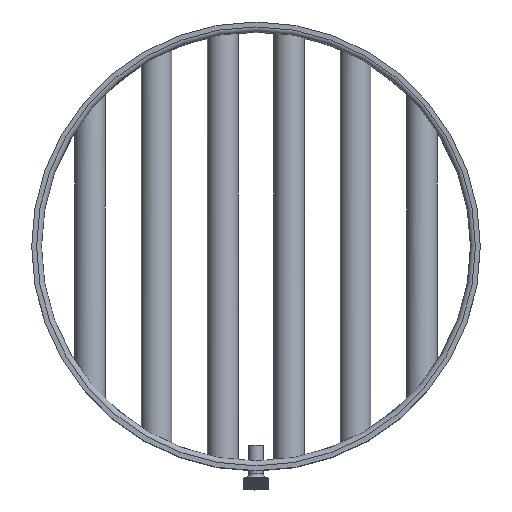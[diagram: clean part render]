
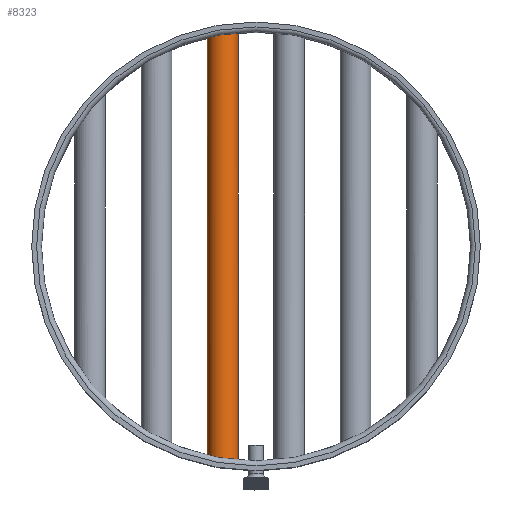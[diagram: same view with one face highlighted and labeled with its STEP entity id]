
A CAD part, top view. The second image highlights one B-rep face of the part: STEP entity #8323.
In plain terms, the highlighted cylindrical face has radius 12.5 mm (diameter 25 mm), a full revolution.
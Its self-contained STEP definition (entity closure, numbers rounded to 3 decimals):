
#555=B_SPLINE_CURVE_WITH_KNOTS('',3,(#15373,#15374,#15375,#15376,#15377,
#15378,#15379,#15380),.UNSPECIFIED.,.F.,.F.,(4,2,2,4),(0.,0.471,
0.941,1.404),.UNSPECIFIED.);
#556=B_SPLINE_CURVE_WITH_KNOTS('',3,(#15381,#15382,#15383,#15384,#15385,
#15386,#15387,#15388,#15389,#15390,#15391,#15392,#15393,#15394,#15395,#15396,
#15397,#15398,#15399,#15400,#15401,#15402,#15403,#15404,#15405,#15406,#15407,
#15408,#15409,#15410),.UNSPECIFIED.,.F.,.F.,(4,2,2,2,2,2,2,2,2,2,2,2,2,
2,4),(1.404,1.416,1.891,2.37,
2.849,3.32,3.791,4.262,4.733,
5.213,5.692,6.167,6.642,7.112,
7.583),.UNSPECIFIED.);
#557=B_SPLINE_CURVE_WITH_KNOTS('',3,(#15413,#15414,#15415,#15416,#15417,
#15418,#15419,#15420,#15421,#15422,#15423,#15424,#15425,#15426,#15427,#15428,
#15429,#15430,#15431,#15432,#15433,#15434,#15435,#15436,#15437,#15438,#15439,
#15440,#15441,#15442),.UNSPECIFIED.,.F.,.F.,(4,2,2,2,2,2,2,2,2,2,2,2,2,
2,4),(0.,0.471,0.941,1.416,1.891,
2.37,2.849,3.32,3.791,4.262,
4.733,5.213,5.692,6.167,6.178),
 .UNSPECIFIED.);
#558=B_SPLINE_CURVE_WITH_KNOTS('',3,(#15443,#15444,#15445,#15446,#15447,
#15448,#15449,#15450),.UNSPECIFIED.,.F.,.F.,(4,2,2,4),(6.178,
6.642,7.112,7.583),.UNSPECIFIED.);
#1040=FACE_OUTER_BOUND('',#1549,.T.);
#1549=EDGE_LOOP('',(#5825,#5826,#5827,#5828,#5829,#5830));
#1992=LINE('',#15972,#2390);
#2390=VECTOR('',#10082,12.5);
#3265=VERTEX_POINT('',#15371);
#3266=VERTEX_POINT('',#15372);
#3267=VERTEX_POINT('',#15411);
#3268=VERTEX_POINT('',#15412);
#4217=EDGE_CURVE('',#3265,#3266,#555,.T.);
#4218=EDGE_CURVE('',#3266,#3265,#556,.T.);
#4219=EDGE_CURVE('',#3267,#3268,#557,.T.);
#4220=EDGE_CURVE('',#3268,#3267,#558,.T.);
#4245=EDGE_CURVE('',#3266,#3268,#1992,.T.);
#5825=ORIENTED_EDGE('',*,*,#4217,.F.);
#5826=ORIENTED_EDGE('',*,*,#4218,.F.);
#5827=ORIENTED_EDGE('',*,*,#4245,.T.);
#5828=ORIENTED_EDGE('',*,*,#4219,.F.);
#5829=ORIENTED_EDGE('',*,*,#4220,.F.);
#5830=ORIENTED_EDGE('',*,*,#4245,.F.);
#7607=CYLINDRICAL_SURFACE('',#8924,12.5);
#8323=ADVANCED_FACE('',(#1040),#7607,.T.);
#8924=AXIS2_PLACEMENT_3D('',#15971,#10080,#10081);
#10080=DIRECTION('center_axis',(0.,1.,0.));
#10081=DIRECTION('ref_axis',(-0.391,0.,0.92));
#10082=DIRECTION('',(0.,-1.,0.));
#15371=CARTESIAN_POINT('',(-14.5,173.897,0.));
#15372=CARTESIAN_POINT('',(-22.106,173.094,-11.502));
#15373=CARTESIAN_POINT('Ctrl Pts',(-14.5,173.897,0.));
#15374=CARTESIAN_POINT('Ctrl Pts',(-14.5,173.897,-1.568));
#15375=CARTESIAN_POINT('Ctrl Pts',(-14.813,173.871,-3.241));
#15376=CARTESIAN_POINT('Ctrl Pts',(-16.086,173.758,-6.317));
#15377=CARTESIAN_POINT('Ctrl Pts',(-17.045,173.669,-7.72));
#15378=CARTESIAN_POINT('Ctrl Pts',(-19.238,173.44,-9.918));
#15379=CARTESIAN_POINT('Ctrl Pts',(-20.607,173.286,-10.865));
#15380=CARTESIAN_POINT('Ctrl Pts',(-22.106,173.094,-11.502));
#15381=CARTESIAN_POINT('Ctrl Pts',(-22.106,173.094,-11.502));
#15382=CARTESIAN_POINT('Ctrl Pts',(-22.144,173.089,-11.518));
#15383=CARTESIAN_POINT('Ctrl Pts',(-22.182,173.084,-11.534));
#15384=CARTESIAN_POINT('Ctrl Pts',(-23.762,172.882,-12.188));
#15385=CARTESIAN_POINT('Ctrl Pts',(-25.436,172.644,-12.5));
#15386=CARTESIAN_POINT('Ctrl Pts',(-28.578,172.151,-12.5));
#15387=CARTESIAN_POINT('Ctrl Pts',(-30.258,171.864,-12.183));
#15388=CARTESIAN_POINT('Ctrl Pts',(-33.347,171.291,-10.898));
#15389=CARTESIAN_POINT('Ctrl Pts',(-34.756,171.007,-9.929));
#15390=CARTESIAN_POINT('Ctrl Pts',(-36.964,170.544,-7.706));
#15391=CARTESIAN_POINT('Ctrl Pts',(-37.918,170.332,-6.309));
#15392=CARTESIAN_POINT('Ctrl Pts',(-39.186,170.044,-3.241));
#15393=CARTESIAN_POINT('Ctrl Pts',(-39.5,169.971,-1.57));
#15394=CARTESIAN_POINT('Ctrl Pts',(-39.5,169.971,1.57));
#15395=CARTESIAN_POINT('Ctrl Pts',(-39.186,170.044,3.241));
#15396=CARTESIAN_POINT('Ctrl Pts',(-37.918,170.332,6.309));
#15397=CARTESIAN_POINT('Ctrl Pts',(-36.964,170.544,7.706));
#15398=CARTESIAN_POINT('Ctrl Pts',(-34.756,171.007,9.929));
#15399=CARTESIAN_POINT('Ctrl Pts',(-33.347,171.291,10.898));
#15400=CARTESIAN_POINT('Ctrl Pts',(-30.258,171.864,12.183));
#15401=CARTESIAN_POINT('Ctrl Pts',(-28.578,172.151,12.5));
#15402=CARTESIAN_POINT('Ctrl Pts',(-25.436,172.644,12.5));
#15403=CARTESIAN_POINT('Ctrl Pts',(-23.762,172.882,12.188));
#15404=CARTESIAN_POINT('Ctrl Pts',(-20.677,173.278,10.911));
#15405=CARTESIAN_POINT('Ctrl Pts',(-19.265,173.437,9.946));
#15406=CARTESIAN_POINT('Ctrl Pts',(-17.045,173.669,7.72));
#15407=CARTESIAN_POINT('Ctrl Pts',(-16.086,173.758,6.317));
#15408=CARTESIAN_POINT('Ctrl Pts',(-14.813,173.871,3.241));
#15409=CARTESIAN_POINT('Ctrl Pts',(-14.5,173.897,1.568));
#15410=CARTESIAN_POINT('Ctrl Pts',(-14.5,173.897,0.));
#15411=CARTESIAN_POINT('',(-14.5,-173.897,0.));
#15412=CARTESIAN_POINT('',(-22.106,-173.094,-11.502));
#15413=CARTESIAN_POINT('Ctrl Pts',(-14.5,-173.897,0.));
#15414=CARTESIAN_POINT('Ctrl Pts',(-14.5,-173.897,1.568));
#15415=CARTESIAN_POINT('Ctrl Pts',(-14.813,-173.871,
3.241));
#15416=CARTESIAN_POINT('Ctrl Pts',(-16.086,-173.758,
6.317));
#15417=CARTESIAN_POINT('Ctrl Pts',(-17.045,-173.669,
7.72));
#15418=CARTESIAN_POINT('Ctrl Pts',(-19.265,-173.437,
9.946));
#15419=CARTESIAN_POINT('Ctrl Pts',(-20.677,-173.278,
10.911));
#15420=CARTESIAN_POINT('Ctrl Pts',(-23.762,-172.882,
12.188));
#15421=CARTESIAN_POINT('Ctrl Pts',(-25.436,-172.644,
12.5));
#15422=CARTESIAN_POINT('Ctrl Pts',(-28.578,-172.151,
12.5));
#15423=CARTESIAN_POINT('Ctrl Pts',(-30.258,-171.864,
12.183));
#15424=CARTESIAN_POINT('Ctrl Pts',(-33.347,-171.291,
10.898));
#15425=CARTESIAN_POINT('Ctrl Pts',(-34.756,-171.007,9.929));
#15426=CARTESIAN_POINT('Ctrl Pts',(-36.964,-170.544,
7.706));
#15427=CARTESIAN_POINT('Ctrl Pts',(-37.918,-170.332,6.309));
#15428=CARTESIAN_POINT('Ctrl Pts',(-39.186,-170.044,
3.241));
#15429=CARTESIAN_POINT('Ctrl Pts',(-39.5,-169.971,1.57));
#15430=CARTESIAN_POINT('Ctrl Pts',(-39.5,-169.971,-1.57));
#15431=CARTESIAN_POINT('Ctrl Pts',(-39.186,-170.044,
-3.241));
#15432=CARTESIAN_POINT('Ctrl Pts',(-37.918,-170.332,-6.309));
#15433=CARTESIAN_POINT('Ctrl Pts',(-36.964,-170.544,
-7.706));
#15434=CARTESIAN_POINT('Ctrl Pts',(-34.756,-171.007,-9.929));
#15435=CARTESIAN_POINT('Ctrl Pts',(-33.347,-171.291,
-10.898));
#15436=CARTESIAN_POINT('Ctrl Pts',(-30.258,-171.864,
-12.183));
#15437=CARTESIAN_POINT('Ctrl Pts',(-28.578,-172.151,
-12.5));
#15438=CARTESIAN_POINT('Ctrl Pts',(-25.436,-172.644,
-12.5));
#15439=CARTESIAN_POINT('Ctrl Pts',(-23.762,-172.882,
-12.188));
#15440=CARTESIAN_POINT('Ctrl Pts',(-22.182,-173.084,
-11.534));
#15441=CARTESIAN_POINT('Ctrl Pts',(-22.144,-173.089,
-11.518));
#15442=CARTESIAN_POINT('Ctrl Pts',(-22.106,-173.094,-11.502));
#15443=CARTESIAN_POINT('Ctrl Pts',(-22.106,-173.094,-11.502));
#15444=CARTESIAN_POINT('Ctrl Pts',(-20.607,-173.286,-10.865));
#15445=CARTESIAN_POINT('Ctrl Pts',(-19.238,-173.44,
-9.918));
#15446=CARTESIAN_POINT('Ctrl Pts',(-17.045,-173.669,
-7.72));
#15447=CARTESIAN_POINT('Ctrl Pts',(-16.086,-173.758,
-6.317));
#15448=CARTESIAN_POINT('Ctrl Pts',(-14.813,-173.871,
-3.241));
#15449=CARTESIAN_POINT('Ctrl Pts',(-14.5,-173.897,-1.568));
#15450=CARTESIAN_POINT('Ctrl Pts',(-14.5,-173.897,0.));
#15971=CARTESIAN_POINT('Origin',(-27.,-180.,0.));
#15972=CARTESIAN_POINT('',(-22.106,-180.,-11.502));
